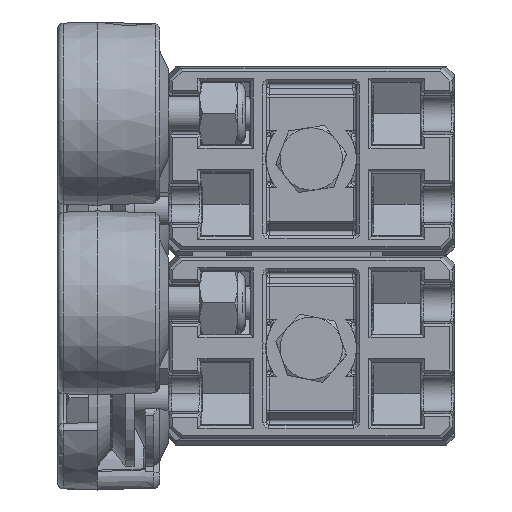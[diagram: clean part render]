
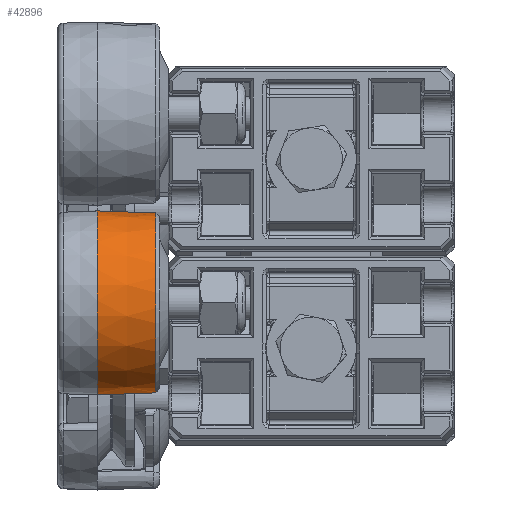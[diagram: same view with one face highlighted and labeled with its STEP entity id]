
A CAD part, top view. The second image highlights one B-rep face of the part: STEP entity #42896.
In plain terms, the highlighted conical face has half-angle 2 degrees and reference radius 8.125 mm.
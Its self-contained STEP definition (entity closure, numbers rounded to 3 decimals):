
#522 = DIRECTION ( 'NONE',  ( 0., 0., 1. ) ) ;
#1886 = FACE_OUTER_BOUND ( 'NONE', #11236, .T. ) ;
#1920 = CARTESIAN_POINT ( 'NONE',  ( 8.008, 0.143, 2.179 ) ) ;
#2080 = CARTESIAN_POINT ( 'NONE',  ( 7.906, 0.779, 0.326 ) ) ;
#2502 = B_SPLINE_CURVE_WITH_KNOTS ( 'NONE', 3,
 ( #40574, #1920, #30564, #9307 ),
 .UNSPECIFIED., .F., .F.,
 ( 4, 4 ),
 ( 0.439, 0.444 ),
 .UNSPECIFIED. ) ;
#2781 = DIRECTION ( 'NONE',  ( -1., 0., 0. ) ) ;
#3810 = CIRCLE ( 'NONE', #5060, 8.125 ) ;
#3966 = EDGE_CURVE ( 'NONE', #5115, #45480, #2502, .T. ) ;
#4988 = CARTESIAN_POINT ( 'NONE',  ( 0., 0., 5.5 ) ) ;
#5060 = AXIS2_PLACEMENT_3D ( 'NONE', #17150, #31106, #2781 ) ;
#5115 = VERTEX_POINT ( 'NONE', #37222 ) ;
#5302 = CARTESIAN_POINT ( 'NONE',  ( -7.891, 0.915, 0.319 ) ) ;
#5929 = CARTESIAN_POINT ( 'NONE',  ( 7.949, 0.156, 0.518 ) ) ;
#6030 = CARTESIAN_POINT ( 'NONE',  ( -7.945, 0.276, 0.46 ) ) ;
#6156 = CARTESIAN_POINT ( 'NONE',  ( 7.906, 0.779, 0.326 ) ) ;
#6194 = ORIENTED_EDGE ( 'NONE', *, *, #12893, .F. ) ;
#8429 = VERTEX_POINT ( 'NONE', #5302 ) ;
#8535 = EDGE_CURVE ( 'NONE', #17097, #8429, #12419, .T. ) ;
#8822 = CARTESIAN_POINT ( 'NONE',  ( -7.949, 0.156, 0.518 ) ) ;
#9307 = CARTESIAN_POINT ( 'NONE',  ( 8.124, 0.117, 5.5 ) ) ;
#11137 = CARTESIAN_POINT ( 'NONE',  ( 8.124, 0.117, 5.5 ) ) ;
#11236 = EDGE_LOOP ( 'NONE', ( #36957, #13129, #43310, #44079, #27658, #6194, #19066 ) ) ;
#12419 = CIRCLE ( 'NONE', #44960, 7.944 ) ;
#12494 = B_SPLINE_CURVE_WITH_KNOTS ( 'NONE', 3,
 ( #2080, #23615, #23155, #19737, #44703, #5929 ),
 .UNSPECIFIED., .F., .F.,
 ( 4, 2, 4 ),
 ( 0., 0.001, 0.001 ),
 .UNSPECIFIED. ) ;
#12665 = CARTESIAN_POINT ( 'NONE',  ( -8.008, 0.143, 2.179 ) ) ;
#12893 = EDGE_CURVE ( 'NONE', #45700, #5115, #12494, .T. ) ;
#12975 = B_SPLINE_CURVE_WITH_KNOTS ( 'NONE', 3,
 ( #13427, #27400, #20277, #6156 ),
 .UNSPECIFIED., .F., .F.,
 ( 4, 4 ),
 ( 0., 0. ),
 .UNSPECIFIED. ) ;
#13129 = ORIENTED_EDGE ( 'NONE', *, *, #37743, .T. ) ;
#13427 = CARTESIAN_POINT ( 'NONE',  ( 7.891, 0.915, 0.319 ) ) ;
#16513 = EDGE_CURVE ( 'NONE', #38758, #45480, #3810, .T. ) ;
#17097 = VERTEX_POINT ( 'NONE', #45159 ) ;
#17150 = CARTESIAN_POINT ( 'NONE',  ( 0., 0., 5.5 ) ) ;
#17801 = CARTESIAN_POINT ( 'NONE',  ( -7.949, 0.156, 0.518 ) ) ;
#19066 = ORIENTED_EDGE ( 'NONE', *, *, #23915, .F. ) ;
#19208 = DIRECTION ( 'NONE',  ( -1., 0., 0. ) ) ;
#19327 = CARTESIAN_POINT ( 'NONE',  ( -8.066, 0.13, 3.839 ) ) ;
#19737 = CARTESIAN_POINT ( 'NONE',  ( 7.941, 0.356, 0.428 ) ) ;
#20003 = CARTESIAN_POINT ( 'NONE',  ( -7.919, 0.651, 0.34 ) ) ;
#20277 = CARTESIAN_POINT ( 'NONE',  ( 7.901, 0.824, 0.321 ) ) ;
#20729 = CONICAL_SURFACE ( 'NONE', #26171, 8.125, 0.035 ) ;
#23155 = CARTESIAN_POINT ( 'NONE',  ( 7.926, 0.563, 0.362 ) ) ;
#23615 = CARTESIAN_POINT ( 'NONE',  ( 7.917, 0.67, 0.337 ) ) ;
#23915 = EDGE_CURVE ( 'NONE', #17097, #45700, #12975, .T. ) ;
#25312 = DIRECTION ( 'NONE',  ( -1., 0., 0. ) ) ;
#25466 = CARTESIAN_POINT ( 'NONE',  ( 0., 0., 0.319 ) ) ;
#26171 = AXIS2_PLACEMENT_3D ( 'NONE', #4988, #36512, #19208 ) ;
#26811 = CARTESIAN_POINT ( 'NONE',  ( -7.938, 0.398, 0.411 ) ) ;
#26974 = CARTESIAN_POINT ( 'NONE',  ( -7.906, 0.784, 0.319 ) ) ;
#27400 = CARTESIAN_POINT ( 'NONE',  ( 7.896, 0.87, 0.319 ) ) ;
#27658 = ORIENTED_EDGE ( 'NONE', *, *, #3966, .F. ) ;
#30317 = B_SPLINE_CURVE_WITH_KNOTS ( 'NONE', 3,
 ( #40499, #12665, #19327, #44035 ),
 .UNSPECIFIED., .F., .F.,
 ( 4, 4 ),
 ( 0.439, 0.444 ),
 .UNSPECIFIED. ) ;
#30564 = CARTESIAN_POINT ( 'NONE',  ( 8.066, 0.13, 3.839 ) ) ;
#31106 = DIRECTION ( 'NONE',  ( 0., 0., -1. ) ) ;
#34556 = VERTEX_POINT ( 'NONE', #17801 ) ;
#36512 = DIRECTION ( 'NONE',  ( 0., 0., 1. ) ) ;
#36957 = ORIENTED_EDGE ( 'NONE', *, *, #8535, .T. ) ;
#37222 = CARTESIAN_POINT ( 'NONE',  ( 7.949, 0.156, 0.518 ) ) ;
#37743 = EDGE_CURVE ( 'NONE', #8429, #34556, #45037, .T. ) ;
#38758 = VERTEX_POINT ( 'NONE', #43558 ) ;
#39439 = EDGE_CURVE ( 'NONE', #34556, #38758, #30317, .T. ) ;
#40499 = CARTESIAN_POINT ( 'NONE',  ( -7.949, 0.156, 0.518 ) ) ;
#40574 = CARTESIAN_POINT ( 'NONE',  ( 7.949, 0.156, 0.518 ) ) ;
#41142 = CARTESIAN_POINT ( 'NONE',  ( -7.891, 0.915, 0.319 ) ) ;
#42896 = ADVANCED_FACE ( 'NONE', ( #1886 ), #20729, .T. ) ;
#43310 = ORIENTED_EDGE ( 'NONE', *, *, #39439, .T. ) ;
#43558 = CARTESIAN_POINT ( 'NONE',  ( -8.124, 0.117, 5.5 ) ) ;
#44035 = CARTESIAN_POINT ( 'NONE',  ( -8.124, 0.117, 5.5 ) ) ;
#44079 = ORIENTED_EDGE ( 'NONE', *, *, #16513, .T. ) ;
#44703 = CARTESIAN_POINT ( 'NONE',  ( 7.946, 0.255, 0.47 ) ) ;
#44960 = AXIS2_PLACEMENT_3D ( 'NONE', #25466, #522, #25312 ) ;
#45037 = B_SPLINE_CURVE_WITH_KNOTS ( 'NONE', 3,
 ( #41142, #26974, #20003, #26811, #6030, #8822 ),
 .UNSPECIFIED., .F., .F.,
 ( 4, 2, 4 ),
 ( 0., 0.001, 0.001 ),
 .UNSPECIFIED. ) ;
#45159 = CARTESIAN_POINT ( 'NONE',  ( 7.891, 0.915, 0.319 ) ) ;
#45407 = CARTESIAN_POINT ( 'NONE',  ( 7.906, 0.779, 0.326 ) ) ;
#45480 = VERTEX_POINT ( 'NONE', #11137 ) ;
#45700 = VERTEX_POINT ( 'NONE', #45407 ) ;
